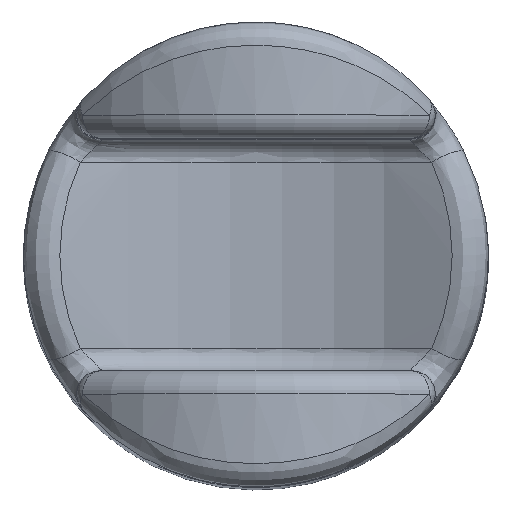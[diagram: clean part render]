
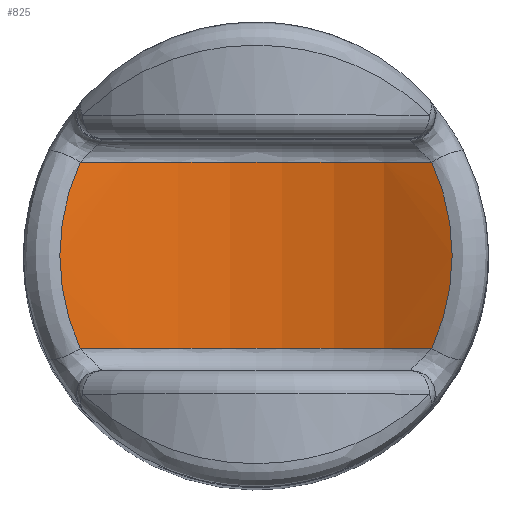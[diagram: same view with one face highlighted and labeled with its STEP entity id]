
A CAD part, top view. The second image highlights one B-rep face of the part: STEP entity #825.
In plain terms, the highlighted cylindrical face has radius 30 mm (diameter 60 mm), a partial arc.
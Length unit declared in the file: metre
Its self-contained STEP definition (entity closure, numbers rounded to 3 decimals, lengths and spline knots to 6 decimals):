
#74=CIRCLE('',#932,0.03);
#75=CIRCLE('',#933,0.03);
#228=ORIENTED_EDGE('',*,*,#468,.T.);
#229=ORIENTED_EDGE('',*,*,#469,.T.);
#230=ORIENTED_EDGE('',*,*,#470,.T.);
#231=ORIENTED_EDGE('',*,*,#471,.T.);
#468=EDGE_CURVE('',#588,#589,#614,.T.);
#469=EDGE_CURVE('',#589,#590,#74,.F.);
#470=EDGE_CURVE('',#590,#591,#615,.T.);
#471=EDGE_CURVE('',#591,#588,#75,.T.);
#588=VERTEX_POINT('',#1636);
#589=VERTEX_POINT('',#1637);
#590=VERTEX_POINT('',#1639);
#591=VERTEX_POINT('',#1646);
#614=B_SPLINE_CURVE_WITH_KNOTS('',3,(#1630,#1631,#1632,#1633,#1634,#1635),
 .UNSPECIFIED.,.F.,.F.,(4,1,1,4),(0.,0.004162,0.008324,
0.016648),.UNSPECIFIED.);
#615=B_SPLINE_CURVE_WITH_KNOTS('',3,(#1640,#1641,#1642,#1643,#1644,#1645),
 .UNSPECIFIED.,.F.,.F.,(4,1,1,4),(0.,0.004162,0.008324,
0.016648),.UNSPECIFIED.);
#651=EDGE_LOOP('',(#228,#229,#230,#231));
#735=FACE_BOUND('',#651,.T.);
#802=CYLINDRICAL_SURFACE('',#931,0.03);
#825=ADVANCED_FACE('',(#735),#802,.F.);
#931=AXIS2_PLACEMENT_3D('',#1629,#1108,#1109);
#932=AXIS2_PLACEMENT_3D('',#1638,#1110,#1111);
#933=AXIS2_PLACEMENT_3D('',#1647,#1112,#1113);
#1108=DIRECTION('',(0.,-1.,0.));
#1109=DIRECTION('',(1.,0.,0.));
#1110=DIRECTION('',(0.,-1.,0.));
#1111=DIRECTION('',(1.,0.,0.));
#1112=DIRECTION('',(0.,-1.,0.));
#1113=DIRECTION('',(1.,0.,0.));
#1629=CARTESIAN_POINT('',(0.,0.01,0.18));
#1630=CARTESIAN_POINT('',(0.015117,-0.008,0.154087));
#1631=CARTESIAN_POINT('',(0.01569,-0.006768,0.154421));
#1632=CARTESIAN_POINT('',(0.016567,-0.004188,0.154982));
#1633=CARTESIAN_POINT('',(0.017182,0.00142,0.155413));
#1634=CARTESIAN_POINT('',(0.016263,0.005535,0.154756));
#1635=CARTESIAN_POINT('',(0.015117,0.008,0.154087));
#1636=CARTESIAN_POINT('',(0.015117,-0.008,0.154087));
#1637=CARTESIAN_POINT('',(0.015117,0.008,0.154087));
#1638=CARTESIAN_POINT('',(0.,0.008,0.18));
#1639=CARTESIAN_POINT('',(-0.015117,0.008,0.154087));
#1640=CARTESIAN_POINT('',(-0.015117,0.008,0.154087));
#1641=CARTESIAN_POINT('',(-0.01569,0.006768,0.154421));
#1642=CARTESIAN_POINT('',(-0.016567,0.004188,0.154982));
#1643=CARTESIAN_POINT('',(-0.017182,-0.00142,0.155413));
#1644=CARTESIAN_POINT('',(-0.016263,-0.005535,0.154756));
#1645=CARTESIAN_POINT('',(-0.015117,-0.008,0.154087));
#1646=CARTESIAN_POINT('',(-0.015117,-0.008,0.154087));
#1647=CARTESIAN_POINT('',(0.,-0.008,0.18));
